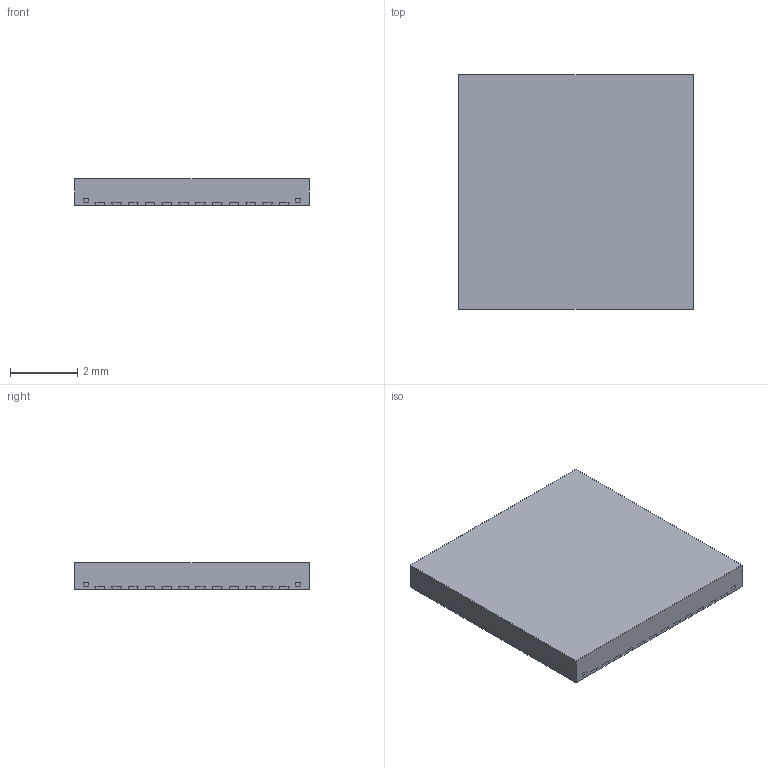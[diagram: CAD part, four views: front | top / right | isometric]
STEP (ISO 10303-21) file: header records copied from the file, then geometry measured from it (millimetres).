
FILE_DESCRIPTION((''),'2;1');
FILE_NAME('SQA48B_ASM','2020-10-14T15:04:12',('a0412086'),(''),'CREO PARAMETRIC BY PTC INC, 2018500','CREO PARAMETRIC BY PTC INC, 2018500','');
FILE_SCHEMA(('CONFIG_CONTROL_DESIGN','SHAPE_APPEARANCE_LAYERS_GROUPS'));
Length unit declared in the file: millimetre
Products named in the file (3): BODY_SQA48B; FRAME_SQA48B; SQA48B_ASM
Assembly tree (2 placements, depth 2):
  SQA48B_ASM
    BODY_SQA48B
    FRAME_SQA48B
Bounding box: 7 x 7 x 0.8 mm (x, y, z)
Volume: 39.2 mm3; surface area: 202.9 mm2
Topology: 54 solids, 54 shells, 555 faces, 1338 edges, 892 vertices
Faces by surface type: plane 555
Entity records: 20631 total; most frequent: CARTESIAN_POINT 2790, ORIENTED_EDGE 2676, DIRECTION 2458, PRESENTATION_STYLE_ASSIGNMENT 1448, STYLED_ITEM 1392, VECTOR 1338, LINE 1338, CURVE_STYLE 1338
